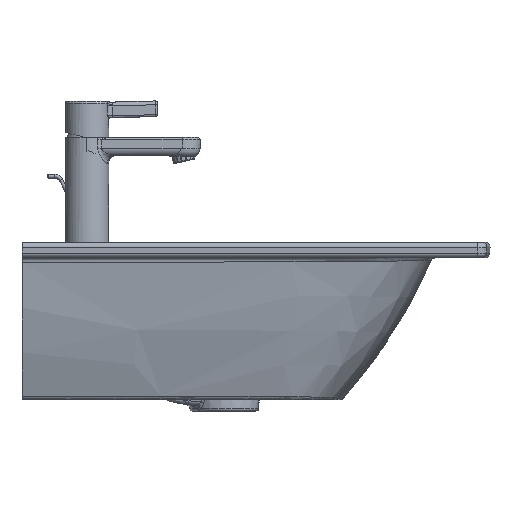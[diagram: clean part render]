
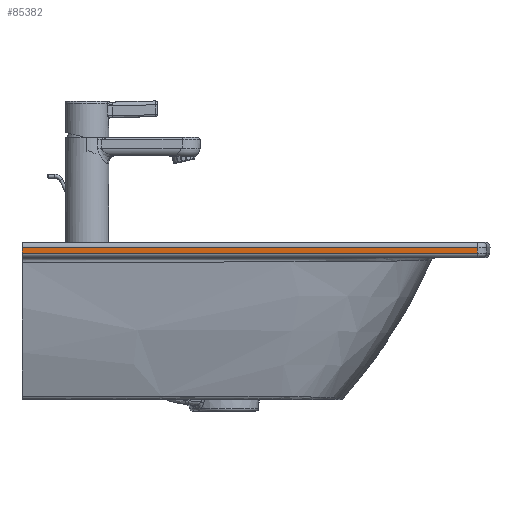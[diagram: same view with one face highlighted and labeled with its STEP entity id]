
A CAD part, front view. The second image highlights one B-rep face of the part: STEP entity #85382.
In plain terms, the highlighted planar face has unit normal (-0.001, -0.999, -0.052).
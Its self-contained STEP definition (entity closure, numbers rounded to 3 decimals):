
#83209=CARTESIAN_POINT('',(478.1,-947.484,-5.262));
#83210=VERTEX_POINT('',#83209);
#83240=CARTESIAN_POINT('',(0.,-947.484,-5.262));
#83241=VERTEX_POINT('',#83240);
#83249=CARTESIAN_POINT('',(0.,-947.484,-5.262));
#83250=DIRECTION('',(1.0,0.0,0.0));
#83251=VECTOR('',#83250,478.1);
#83252=LINE('',#83249,#83251);
#83253=EDGE_CURVE('',#83210,#83241,#83252,.F.);
#85352=CARTESIAN_POINT('',(0.0,-947.76,0.0));
#85353=DIRECTION('',(0.0,-0.999,-0.052));
#85354=DIRECTION('',(0.0,0.052,-0.999));
#85355=AXIS2_PLACEMENT_3D('',#85352,#85353,#85354);
#85356=PLANE('',#85355);
#85357=CARTESIAN_POINT('',(477.789,-947.17,-11.262));
#85358=VERTEX_POINT('',#85357);
#85359=CARTESIAN_POINT('',(477.789,-947.17,-11.262));
#85360=DIRECTION('',(0.052,-0.052,0.997));
#85361=VECTOR('',#85360,6.016);
#85362=LINE('',#85359,#85361);
#85363=EDGE_CURVE('',#85358,#83210,#85362,.T.);
#85364=ORIENTED_EDGE('',*,*,#85363,.T.);
#85365=ORIENTED_EDGE('',*,*,#83253,.T.);
#85366=CARTESIAN_POINT('',(0.,-947.17,-11.262));
#85367=VERTEX_POINT('',#85366);
#85368=CARTESIAN_POINT('',(0.,-947.484,-5.262));
#85369=DIRECTION('',(0.,0.052,-0.999));
#85370=VECTOR('',#85369,6.008);
#85371=LINE('',#85368,#85370);
#85372=EDGE_CURVE('',#83241,#85367,#85371,.T.);
#85373=ORIENTED_EDGE('',*,*,#85372,.T.);
#85374=CARTESIAN_POINT('',(0.,-947.17,-11.262));
#85375=DIRECTION('',(1.0,0.0,0.0));
#85376=VECTOR('',#85375,477.789);
#85377=LINE('',#85374,#85376);
#85378=EDGE_CURVE('',#85367,#85358,#85377,.T.);
#85379=ORIENTED_EDGE('',*,*,#85378,.T.);
#85380=EDGE_LOOP('',(#85364,#85365,#85373,#85379));
#85381=FACE_OUTER_BOUND('',#85380,.T.);
#85382=ADVANCED_FACE('',(#85381),#85356,.T.);
